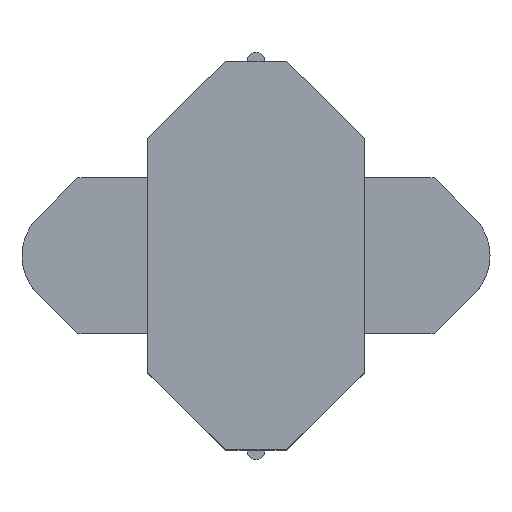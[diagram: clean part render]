
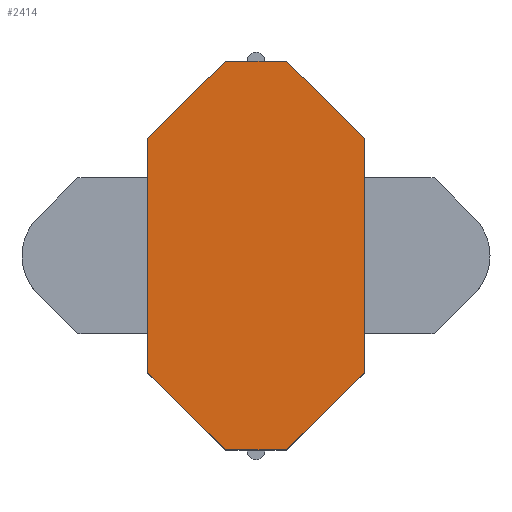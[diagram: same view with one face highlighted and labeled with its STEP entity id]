
A CAD part, top view. The second image highlights one B-rep face of the part: STEP entity #2414.
In plain terms, the highlighted planar face has unit normal (0, 0, 1).
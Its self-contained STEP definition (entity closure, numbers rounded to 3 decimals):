
#21 = VECTOR ( 'NONE', #315, 1000. ) ;
#50 = VERTEX_POINT ( 'NONE', #1276 ) ;
#60 = VERTEX_POINT ( 'NONE', #2452 ) ;
#74 = ORIENTED_EDGE ( 'NONE', *, *, #590, .T. ) ;
#142 = VERTEX_POINT ( 'NONE', #2277 ) ;
#180 = VECTOR ( 'NONE', #481, 1000. ) ;
#228 = EDGE_CURVE ( 'NONE', #620, #50, #2329, .T. ) ;
#310 = ORIENTED_EDGE ( 'NONE', *, *, #632, .T. ) ;
#315 = DIRECTION ( 'NONE',  ( 0., -1., 0. ) ) ;
#344 = LINE ( 'NONE', #1092, #1122 ) ;
#383 = DIRECTION ( 'NONE',  ( -0.711, 0.703, 0. ) ) ;
#391 = DIRECTION ( 'NONE',  ( 1., 0., 0. ) ) ;
#431 = ORIENTED_EDGE ( 'NONE', *, *, #1278, .T. ) ;
#459 = CARTESIAN_POINT ( 'NONE',  ( 2.8, 17.9, 12. ) ) ;
#477 = LINE ( 'NONE', #1237, #690 ) ;
#481 = DIRECTION ( 'NONE',  ( -1., 0., 0. ) ) ;
#549 = ORIENTED_EDGE ( 'NONE', *, *, #900, .T. ) ;
#552 = DIRECTION ( 'NONE',  ( 0.711, -0.703, 0. ) ) ;
#570 = VECTOR ( 'NONE', #391, 1000. ) ;
#590 = EDGE_CURVE ( 'NONE', #983, #977, #2047, .T. ) ;
#600 = DIRECTION ( 'NONE',  ( 1., 0., 0. ) ) ;
#603 = ORIENTED_EDGE ( 'NONE', *, *, #1006, .T. ) ;
#604 = EDGE_LOOP ( 'NONE', ( #603, #549, #2162, #1787, #310, #431, #74, #1328 ) ) ;
#620 = VERTEX_POINT ( 'NONE', #1021 ) ;
#626 = CARTESIAN_POINT ( 'NONE',  ( 6.4, 3.558, 12. ) ) ;
#632 = EDGE_CURVE ( 'NONE', #50, #1088, #1104, .T. ) ;
#690 = VECTOR ( 'NONE', #705, 1000. ) ;
#705 = DIRECTION ( 'NONE',  ( -0.711, -0.703, 0. ) ) ;
#707 = FACE_OUTER_BOUND ( 'NONE', #604, .T. ) ;
#804 = LINE ( 'NONE', #626, #2364 ) ;
#900 = EDGE_CURVE ( 'NONE', #142, #60, #1762, .T. ) ;
#932 = CARTESIAN_POINT ( 'NONE',  ( 0., 0., 12. ) ) ;
#934 = DIRECTION ( 'NONE',  ( 0.711, 0.703, 0. ) ) ;
#965 = DIRECTION ( 'NONE',  ( 0., 0., 1. ) ) ;
#977 = VERTEX_POINT ( 'NONE', #1575 ) ;
#983 = VERTEX_POINT ( 'NONE', #2341 ) ;
#1006 = EDGE_CURVE ( 'NONE', #2349, #142, #477, .T. ) ;
#1021 = CARTESIAN_POINT ( 'NONE',  ( 0., 0., 12. ) ) ;
#1088 = VERTEX_POINT ( 'NONE', #1664 ) ;
#1092 = CARTESIAN_POINT ( 'NONE',  ( -3.6, 3.558, 12. ) ) ;
#1094 = CARTESIAN_POINT ( 'NONE',  ( 2.8, 0., 12. ) ) ;
#1104 = LINE ( 'NONE', #1094, #1561 ) ;
#1122 = VECTOR ( 'NONE', #552, 1000. ) ;
#1237 = CARTESIAN_POINT ( 'NONE',  ( 0., 17.9, 12. ) ) ;
#1276 = CARTESIAN_POINT ( 'NONE',  ( 2.8, 0., 12. ) ) ;
#1278 = EDGE_CURVE ( 'NONE', #1088, #983, #804, .T. ) ;
#1328 = ORIENTED_EDGE ( 'NONE', *, *, #1584, .T. ) ;
#1396 = CARTESIAN_POINT ( 'NONE',  ( 0., 17.9, 12. ) ) ;
#1435 = DIRECTION ( 'NONE',  ( 0., 1., 0. ) ) ;
#1561 = VECTOR ( 'NONE', #934, 1000. ) ;
#1575 = CARTESIAN_POINT ( 'NONE',  ( 2.8, 17.9, 12. ) ) ;
#1584 = EDGE_CURVE ( 'NONE', #977, #2349, #1983, .T. ) ;
#1617 = CARTESIAN_POINT ( 'NONE',  ( -3.6, 14.342, 12. ) ) ;
#1664 = CARTESIAN_POINT ( 'NONE',  ( 6.4, 3.558, 12. ) ) ;
#1685 = AXIS2_PLACEMENT_3D ( 'NONE', #1917, #965, #600 ) ;
#1762 = LINE ( 'NONE', #1617, #21 ) ;
#1787 = ORIENTED_EDGE ( 'NONE', *, *, #228, .T. ) ;
#1917 = CARTESIAN_POINT ( 'NONE',  ( 0., 0., 12. ) ) ;
#1983 = LINE ( 'NONE', #459, #180 ) ;
#2030 = PLANE ( 'NONE',  #1685 ) ;
#2047 = LINE ( 'NONE', #2416, #2353 ) ;
#2126 = EDGE_CURVE ( 'NONE', #60, #620, #344, .T. ) ;
#2162 = ORIENTED_EDGE ( 'NONE', *, *, #2126, .T. ) ;
#2277 = CARTESIAN_POINT ( 'NONE',  ( -3.6, 14.342, 12. ) ) ;
#2329 = LINE ( 'NONE', #932, #570 ) ;
#2341 = CARTESIAN_POINT ( 'NONE',  ( 6.4, 14.342, 12. ) ) ;
#2349 = VERTEX_POINT ( 'NONE', #1396 ) ;
#2353 = VECTOR ( 'NONE', #383, 1000. ) ;
#2364 = VECTOR ( 'NONE', #1435, 1000. ) ;
#2414 = ADVANCED_FACE ( 'NONE', ( #707 ), #2030, .T. ) ;
#2416 = CARTESIAN_POINT ( 'NONE',  ( 6.4, 14.342, 12. ) ) ;
#2452 = CARTESIAN_POINT ( 'NONE',  ( -3.6, 3.558, 12. ) ) ;
